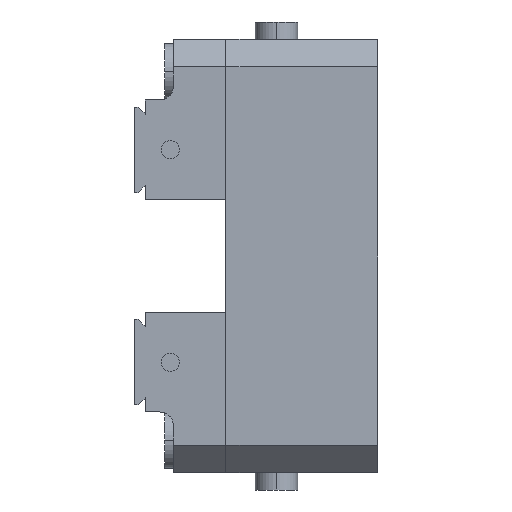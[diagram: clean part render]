
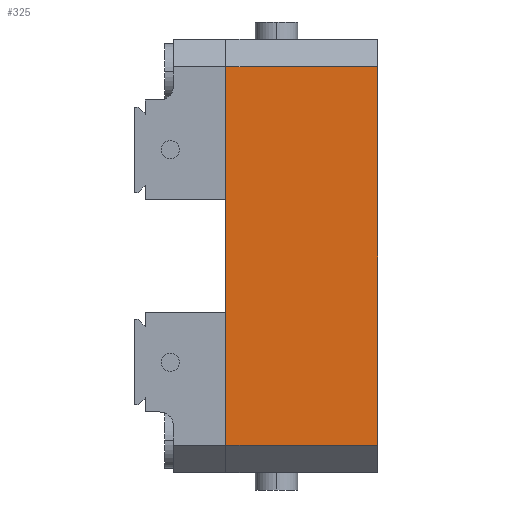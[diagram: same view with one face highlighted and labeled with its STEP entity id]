
A CAD part, left-side view. The second image highlights one B-rep face of the part: STEP entity #325.
In plain terms, the highlighted planar face has unit normal (-1, 0, 0).
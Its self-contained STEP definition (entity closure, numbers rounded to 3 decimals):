
#89 = VECTOR ( 'NONE', #182, 1000. ) ;
#182 = DIRECTION ( 'NONE',  ( 0., 0., -1. ) ) ;
#263 = CARTESIAN_POINT ( 'NONE',  ( -37.5, -23.317, 43.65 ) ) ;
#325 = ADVANCED_FACE ( 'NONE', ( #3182 ), #4372, .F. ) ;
#629 = LINE ( 'NONE', #634, #89 ) ;
#634 = CARTESIAN_POINT ( 'NONE',  ( -37.5, -23.317, 50. ) ) ;
#961 = ORIENTED_EDGE ( 'NONE', *, *, #3065, .F. ) ;
#971 = DIRECTION ( 'NONE',  ( 0., 1., 0. ) ) ;
#1249 = DIRECTION ( 'NONE',  ( 0., 0., -1. ) ) ;
#1402 = VERTEX_POINT ( 'NONE', #1903 ) ;
#1784 = EDGE_CURVE ( 'NONE', #3266, #1402, #5358, .T. ) ;
#1903 = CARTESIAN_POINT ( 'NONE',  ( -37.5, 11.684, -43.65 ) ) ;
#2594 = VERTEX_POINT ( 'NONE', #4524 ) ;
#2746 = VECTOR ( 'NONE', #971, 1000. ) ;
#3050 = LINE ( 'NONE', #263, #4844 ) ;
#3065 = EDGE_CURVE ( 'NONE', #5657, #1402, #5913, .T. ) ;
#3182 = FACE_OUTER_BOUND ( 'NONE', #3717, .T. ) ;
#3266 = VERTEX_POINT ( 'NONE', #3620 ) ;
#3620 = CARTESIAN_POINT ( 'NONE',  ( -37.5, 11.684, 43.65 ) ) ;
#3717 = EDGE_LOOP ( 'NONE', ( #4811, #5142, #4816, #961 ) ) ;
#4372 = PLANE ( 'NONE',  #5704 ) ;
#4507 = CARTESIAN_POINT ( 'NONE',  ( -37.5, -23.317, -43.65 ) ) ;
#4524 = CARTESIAN_POINT ( 'NONE',  ( -37.5, -23.317, 43.65 ) ) ;
#4560 = DIRECTION ( 'NONE',  ( 1., 0., 0. ) ) ;
#4811 = ORIENTED_EDGE ( 'NONE', *, *, #5297, .F. ) ;
#4813 = CARTESIAN_POINT ( 'NONE',  ( -37.5, 11.684, 50. ) ) ;
#4816 = ORIENTED_EDGE ( 'NONE', *, *, #1784, .T. ) ;
#4844 = VECTOR ( 'NONE', #5883, 1000. ) ;
#4906 = EDGE_CURVE ( 'NONE', #2594, #3266, #3050, .T. ) ;
#5142 = ORIENTED_EDGE ( 'NONE', *, *, #4906, .T. ) ;
#5297 = EDGE_CURVE ( 'NONE', #2594, #5657, #629, .T. ) ;
#5358 = LINE ( 'NONE', #4813, #6316 ) ;
#5657 = VERTEX_POINT ( 'NONE', #6151 ) ;
#5704 = AXIS2_PLACEMENT_3D ( 'NONE', #5938, #4560, #6108 ) ;
#5883 = DIRECTION ( 'NONE',  ( 0., 1., 0. ) ) ;
#5913 = LINE ( 'NONE', #4507, #2746 ) ;
#5938 = CARTESIAN_POINT ( 'NONE',  ( -37.5, -23.317, 50. ) ) ;
#6108 = DIRECTION ( 'NONE',  ( 0., 0., -1. ) ) ;
#6151 = CARTESIAN_POINT ( 'NONE',  ( -37.5, -23.317, -43.65 ) ) ;
#6316 = VECTOR ( 'NONE', #1249, 1000. ) ;
